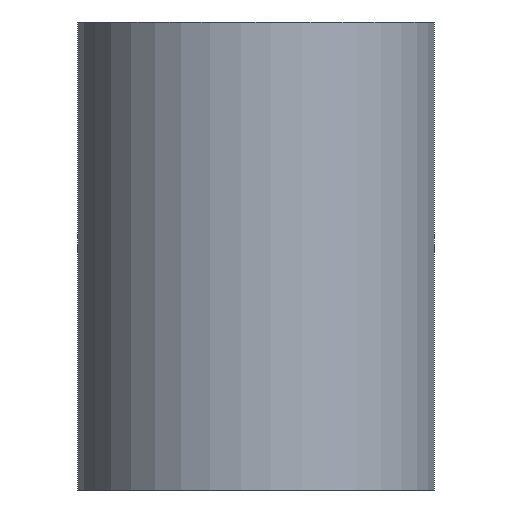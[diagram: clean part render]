
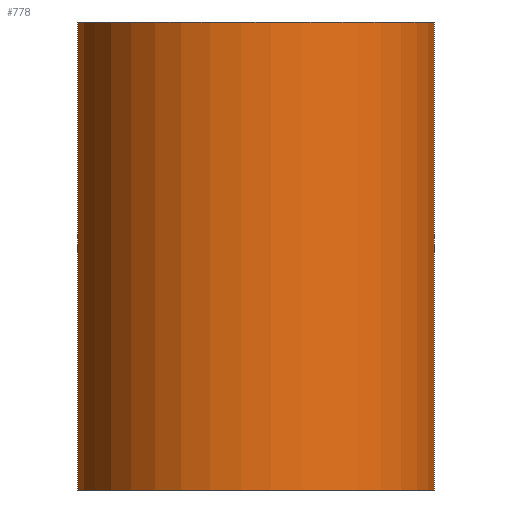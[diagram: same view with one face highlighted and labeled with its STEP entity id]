
A CAD part, left-side view. The second image highlights one B-rep face of the part: STEP entity #778.
In plain terms, the highlighted cylindrical face has radius 16.1 mm (diameter 32.2 mm), a partial arc.
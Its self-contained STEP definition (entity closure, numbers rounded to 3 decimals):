
#18 = ORIENTED_EDGE ( 'NONE', *, *, #596, .F. ) ;
#31 = LINE ( 'NONE', #712, #577 ) ;
#69 = AXIS2_PLACEMENT_3D ( 'NONE', #127, #248, #429 ) ;
#127 = CARTESIAN_POINT ( 'NONE',  ( -12.75, 0., 42. ) ) ;
#131 = AXIS2_PLACEMENT_3D ( 'NONE', #496, #607, #364 ) ;
#201 = EDGE_LOOP ( 'NONE', ( #704, #439, #464, #18 ) ) ;
#202 = DIRECTION ( 'NONE',  ( 0., 0., -1. ) ) ;
#220 = VERTEX_POINT ( 'NONE', #760 ) ;
#238 = DIRECTION ( 'NONE',  ( 1., 0., 0. ) ) ;
#248 = DIRECTION ( 'NONE',  ( 0., 0., 1. ) ) ;
#293 = CARTESIAN_POINT ( 'NONE',  ( -14.542, 16., 0. ) ) ;
#301 = FACE_OUTER_BOUND ( 'NONE', #201, .T. ) ;
#305 = AXIS2_PLACEMENT_3D ( 'NONE', #662, #606, #238 ) ;
#313 = EDGE_CURVE ( 'NONE', #220, #538, #31, .T. ) ;
#314 = VERTEX_POINT ( 'NONE', #293 ) ;
#361 = VECTOR ( 'NONE', #202, 1000. ) ;
#364 = DIRECTION ( 'NONE',  ( 1., 0., 0. ) ) ;
#429 = DIRECTION ( 'NONE',  ( 1., 0., 0. ) ) ;
#439 = ORIENTED_EDGE ( 'NONE', *, *, #582, .T. ) ;
#464 = ORIENTED_EDGE ( 'NONE', *, *, #313, .T. ) ;
#496 = CARTESIAN_POINT ( 'NONE',  ( -12.75, 0., 0. ) ) ;
#501 = LINE ( 'NONE', #504, #361 ) ;
#504 = CARTESIAN_POINT ( 'NONE',  ( -14.542, 16., 0. ) ) ;
#527 = VERTEX_POINT ( 'NONE', #539 ) ;
#538 = VERTEX_POINT ( 'NONE', #796 ) ;
#539 = CARTESIAN_POINT ( 'NONE',  ( -14.542, 16., 42. ) ) ;
#577 = VECTOR ( 'NONE', #581, 1000. ) ;
#581 = DIRECTION ( 'NONE',  ( 0., 0., 1. ) ) ;
#582 = EDGE_CURVE ( 'NONE', #314, #220, #793, .T. ) ;
#596 = EDGE_CURVE ( 'NONE', #527, #538, #603, .T. ) ;
#603 = CIRCLE ( 'NONE', #69, 16.1 ) ;
#606 = DIRECTION ( 'NONE',  ( 0., 0., 1. ) ) ;
#607 = DIRECTION ( 'NONE',  ( 0., 0., 1. ) ) ;
#662 = CARTESIAN_POINT ( 'NONE',  ( -12.75, 0., 0. ) ) ;
#677 = CYLINDRICAL_SURFACE ( 'NONE', #131, 16.1 ) ;
#704 = ORIENTED_EDGE ( 'NONE', *, *, #761, .T. ) ;
#712 = CARTESIAN_POINT ( 'NONE',  ( -14.542, -16., 0. ) ) ;
#760 = CARTESIAN_POINT ( 'NONE',  ( -14.542, -16., 0. ) ) ;
#761 = EDGE_CURVE ( 'NONE', #527, #314, #501, .T. ) ;
#778 = ADVANCED_FACE ( 'NONE', ( #301 ), #677, .T. ) ;
#793 = CIRCLE ( 'NONE', #305, 16.1 ) ;
#796 = CARTESIAN_POINT ( 'NONE',  ( -14.542, -16., 42. ) ) ;
